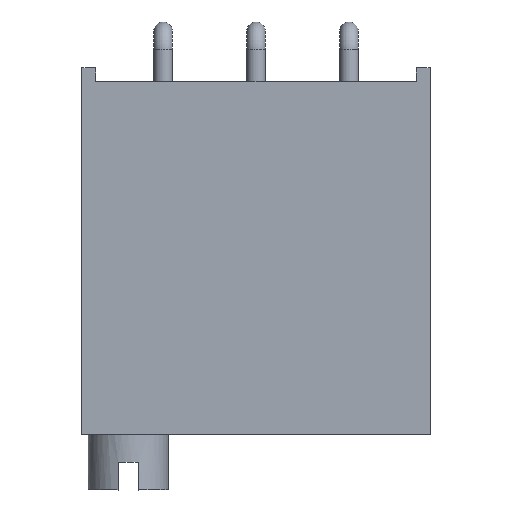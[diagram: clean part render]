
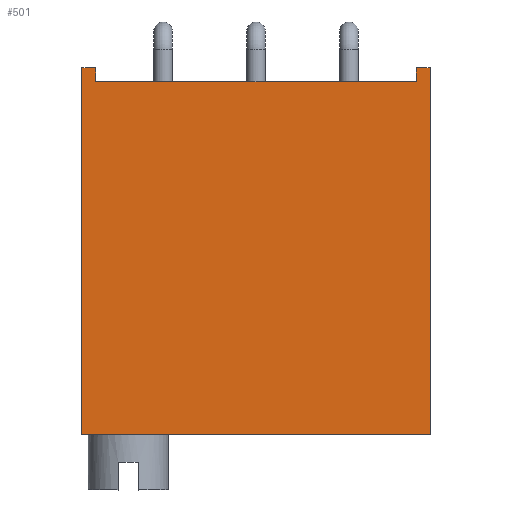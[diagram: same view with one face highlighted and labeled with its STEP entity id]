
A CAD part, top view. The second image highlights one B-rep face of the part: STEP entity #501.
In plain terms, the highlighted face is planar.
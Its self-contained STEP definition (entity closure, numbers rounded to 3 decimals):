
#501=ADVANCED_FACE('',(#831),#833,.T.);
#831=FACE_BOUND('',#832,.T.);
#832=EDGE_LOOP('',(#1016,#1017,#1018,#1019,#1020,#1021,#1022,#1023));
#833=PLANE('',#834);
#834=AXIS2_PLACEMENT_3D('',#835,#836,#837);
#835=CARTESIAN_POINT('',(0.,4.96,0.));
#836=DIRECTION('',(-0.,1.,0.));
#837=DIRECTION('',(1.,0.,0.));
#1016=ORIENTED_EDGE('',*,*,#1069,.T.);
#1017=ORIENTED_EDGE('',*,*,#1120,.T.);
#1018=ORIENTED_EDGE('',*,*,#1108,.T.);
#1019=ORIENTED_EDGE('',*,*,#1103,.T.);
#1020=ORIENTED_EDGE('',*,*,#1098,.T.);
#1021=ORIENTED_EDGE('',*,*,#1121,.T.);
#1022=ORIENTED_EDGE('',*,*,#1078,.T.);
#1023=ORIENTED_EDGE('',*,*,#1095,.T.);
#1069=EDGE_CURVE('',#1163,#1161,#1164,.T.);
#1078=EDGE_CURVE('',#1181,#1179,#1182,.T.);
#1095=EDGE_CURVE('',#1179,#1163,#1211,.T.);
#1098=EDGE_CURVE('',#1216,#1214,#1217,.T.);
#1103=EDGE_CURVE('',#1224,#1216,#1225,.T.);
#1108=EDGE_CURVE('',#1232,#1224,#1233,.T.);
#1120=EDGE_CURVE('',#1161,#1232,#1248,.T.);
#1121=EDGE_CURVE('',#1214,#1181,#1249,.T.);
#1161=VERTEX_POINT('',#1335);
#1163=VERTEX_POINT('',#1339);
#1164=LINE('',#1340,#1341);
#1179=VERTEX_POINT('',#1371);
#1181=VERTEX_POINT('',#1375);
#1182=LINE('',#1376,#1377);
#1211=LINE('',#1439,#1440);
#1214=VERTEX_POINT('',#1446);
#1216=VERTEX_POINT('',#1450);
#1217=LINE('',#1451,#1452);
#1224=VERTEX_POINT('',#1468);
#1225=LINE('',#1469,#1470);
#1232=VERTEX_POINT('',#1486);
#1233=LINE('',#1487,#1488);
#1248=LINE('',#1526,#1527);
#1249=LINE('',#1529,#1530);
#1335=CARTESIAN_POINT('',(-4.385,4.96,0.));
#1339=CARTESIAN_POINT('',(-4.385,4.96,0.38));
#1340=CARTESIAN_POINT('',(-4.385,4.96,0.38));
#1341=VECTOR('',#1342,1.);
#1342=DIRECTION('',(0.,0.,-1.));
#1371=CARTESIAN_POINT('',(4.385,4.96,0.38));
#1375=CARTESIAN_POINT('',(4.385,4.96,0.));
#1376=CARTESIAN_POINT('',(4.385,4.96,0.));
#1377=VECTOR('',#1378,1.);
#1378=DIRECTION('',(0.,0.,1.));
#1439=CARTESIAN_POINT('',(4.385,4.96,0.38));
#1440=VECTOR('',#1441,1.);
#1441=DIRECTION('',(-1.,0.,0.));
#1446=CARTESIAN_POINT('',(4.765,4.96,0.));
#1450=CARTESIAN_POINT('',(4.765,4.96,10.03));
#1451=CARTESIAN_POINT('',(4.765,4.96,10.03));
#1452=VECTOR('',#1453,1.);
#1453=DIRECTION('',(0.,0.,-1.));
#1468=CARTESIAN_POINT('',(-4.765,4.96,10.03));
#1469=CARTESIAN_POINT('',(-4.765,4.96,10.03));
#1470=VECTOR('',#1471,1.);
#1471=DIRECTION('',(1.,0.,0.));
#1486=CARTESIAN_POINT('',(-4.765,4.96,0.));
#1487=CARTESIAN_POINT('',(-4.765,4.96,0.));
#1488=VECTOR('',#1489,1.);
#1489=DIRECTION('',(0.,0.,1.));
#1526=CARTESIAN_POINT('',(-4.385,4.96,0.));
#1527=VECTOR('',#1528,1.);
#1528=DIRECTION('',(-1.,0.,0.));
#1529=CARTESIAN_POINT('',(4.765,4.96,0.));
#1530=VECTOR('',#1531,1.);
#1531=DIRECTION('',(-1.,0.,0.));
